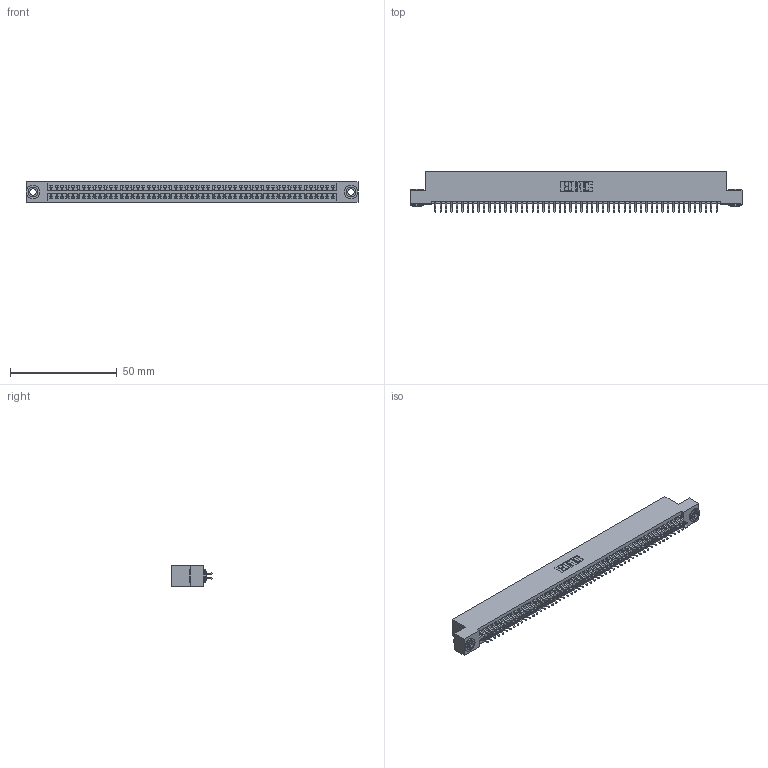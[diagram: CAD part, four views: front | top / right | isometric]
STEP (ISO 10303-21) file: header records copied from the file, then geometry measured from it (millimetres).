
FILE_DESCRIPTION (( 'STEP AP203' ), '1' );
FILE_NAME ('395-106-556-203.STEP', '2019-10-27T06:00:17', ( '' ), ( '' ), 'SwSTEP 2.0', 'SolidWorks 2016', '' );
FILE_SCHEMA (( 'CONFIG_CONTROL_DESIGN' ));
Length unit declared in the file: inch
Products named in the file (4): 345 Part_Flush Mounting Lugs - 0.156 Dia-TH; 345-292-001_556 Tail; 345-250-002_345-250-002-102; 395-106-556-203
Assembly tree (109 placements, depth 2):
  395-106-556-203
    345 Part_Flush Mounting Lugs - 0.156 Dia-TH
    345-292-001_556 Tail  x106
    345-250-002_345-250-002-102  x2
Bounding box: 155.83 x 19.24 x 9.4 mm (x, y, z)
Volume: 15254.7 mm3; surface area: 22874.1 mm2
Topology: 109 solids, 109 shells, 6100 faces, 18119 edges, 11934 vertices
Faces by surface type: plane 4012, cylinder 2080, cone 8
Entity records: 40974 total; most frequent: CARTESIAN_POINT 6847, ORIENTED_EDGE 6762, DIRECTION 6043, EDGE_CURVE 3381, LINE 3005, VECTOR 3005, VERTEX_POINT 2250, AXIS2_PLACEMENT_3D 1519
